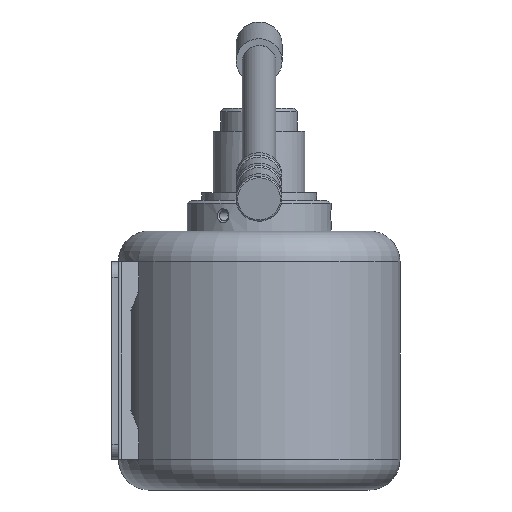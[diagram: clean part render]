
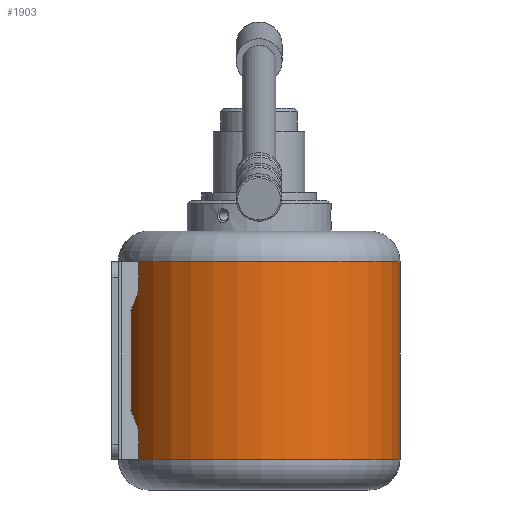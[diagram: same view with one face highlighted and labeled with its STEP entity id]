
A CAD part, left-side view. The second image highlights one B-rep face of the part: STEP entity #1903.
In plain terms, the highlighted cylindrical face has radius 92 mm (diameter 184 mm), a full revolution.
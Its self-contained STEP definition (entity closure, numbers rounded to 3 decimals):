
#672=CARTESIAN_POINT('',(47.721,78.656,149.));
#673=VERTEX_POINT('',#672);
#680=CARTESIAN_POINT('',(47.721,78.656,129.));
#681=VERTEX_POINT('',#680);
#682=CARTESIAN_POINT('',(47.721,78.656,129.));
#683=DIRECTION('',(0.0,0.0,1.0));
#684=VECTOR('',#683,20.0);
#685=LINE('',#682,#684);
#686=EDGE_CURVE('',#681,#673,#685,.T.);
#737=CARTESIAN_POINT('',(47.721,78.656,40.0));
#738=VERTEX_POINT('',#737);
#752=CARTESIAN_POINT('',(47.721,78.656,20.));
#753=VERTEX_POINT('',#752);
#754=CARTESIAN_POINT('',(47.721,78.656,20.));
#755=DIRECTION('',(0.0,0.0,1.0));
#756=VECTOR('',#755,20.);
#757=LINE('',#754,#756);
#758=EDGE_CURVE('',#753,#738,#757,.T.);
#841=CARTESIAN_POINT('',(44.257,80.656,20.));
#842=VERTEX_POINT('',#841);
#1004=CARTESIAN_POINT('',(-47.721,78.656,149.));
#1005=VERTEX_POINT('',#1004);
#1012=CARTESIAN_POINT('',(-44.257,80.656,149.));
#1013=VERTEX_POINT('',#1012);
#1247=CARTESIAN_POINT('',(-44.257,80.656,20.));
#1248=VERTEX_POINT('',#1247);
#1255=CARTESIAN_POINT('',(-47.721,78.656,20.));
#1256=VERTEX_POINT('',#1255);
#1357=CARTESIAN_POINT('',(44.257,80.656,149.));
#1358=VERTEX_POINT('',#1357);
#1454=CARTESIAN_POINT('',(44.257,80.656,40.0));
#1455=VERTEX_POINT('',#1454);
#1471=CARTESIAN_POINT('',(0.0,0.0,40.0));
#1472=DIRECTION('',(0.0,0.0,-1.0));
#1473=DIRECTION('',(1.0,0.0,0.0));
#1474=AXIS2_PLACEMENT_3D('',#1471,#1472,#1473);
#1475=CIRCLE('',#1474,92.);
#1476=EDGE_CURVE('',#1455,#738,#1475,.T.);
#1496=CARTESIAN_POINT('',(-44.257,80.656,40.));
#1497=VERTEX_POINT('',#1496);
#1520=CARTESIAN_POINT('',(-47.721,78.656,40.));
#1521=VERTEX_POINT('',#1520);
#1535=CARTESIAN_POINT('',(0.0,0.0,40.0));
#1536=DIRECTION('',(0.0,0.0,-1.0));
#1537=DIRECTION('',(1.0,0.0,0.0));
#1538=AXIS2_PLACEMENT_3D('',#1535,#1536,#1537);
#1539=CIRCLE('',#1538,92.);
#1540=EDGE_CURVE('',#1521,#1497,#1539,.T.);
#1677=CARTESIAN_POINT('',(44.257,80.656,129.));
#1678=VERTEX_POINT('',#1677);
#1694=CARTESIAN_POINT('',(0.0,0.0,129.));
#1695=DIRECTION('',(0.0,0.0,-1.0));
#1696=DIRECTION('',(1.0,0.0,0.0));
#1697=AXIS2_PLACEMENT_3D('',#1694,#1695,#1696);
#1698=CIRCLE('',#1697,92.);
#1699=EDGE_CURVE('',#1678,#681,#1698,.T.);
#1709=CARTESIAN_POINT('',(-44.257,80.656,129.));
#1710=VERTEX_POINT('',#1709);
#1726=CARTESIAN_POINT('',(-47.721,78.656,129.0));
#1727=VERTEX_POINT('',#1726);
#1728=CARTESIAN_POINT('',(0.0,0.0,129.));
#1729=DIRECTION('',(0.0,0.0,-1.0));
#1730=DIRECTION('',(1.0,0.0,0.0));
#1731=AXIS2_PLACEMENT_3D('',#1728,#1729,#1730);
#1732=CIRCLE('',#1731,92.);
#1733=EDGE_CURVE('',#1727,#1710,#1732,.T.);
#1824=CARTESIAN_POINT('',(0.0,0.0,0.0));
#1825=DIRECTION('',(0.0,0.0,1.0));
#1826=DIRECTION('',(-1.0,0.0,0.0));
#1827=AXIS2_PLACEMENT_3D('',#1824,#1825,#1826);
#1828=CYLINDRICAL_SURFACE('',#1827,92.);
#1829=CARTESIAN_POINT('',(-44.257,80.656,129.));
#1830=DIRECTION('',(0.0,0.0,1.0));
#1831=VECTOR('',#1830,20.0);
#1832=LINE('',#1829,#1831);
#1833=EDGE_CURVE('',#1710,#1013,#1832,.T.);
#1834=ORIENTED_EDGE('',*,*,#1833,.T.);
#1835=CARTESIAN_POINT('',(0.0,0.0,149.));
#1836=DIRECTION('',(0.0,0.0,1.0));
#1837=DIRECTION('',(-1.0,0.0,0.0));
#1838=AXIS2_PLACEMENT_3D('',#1835,#1836,#1837);
#1839=CIRCLE('',#1838,92.);
#1840=EDGE_CURVE('',#1358,#1013,#1839,.T.);
#1841=ORIENTED_EDGE('',*,*,#1840,.F.);
#1842=CARTESIAN_POINT('',(44.257,80.656,149.));
#1843=DIRECTION('',(0.0,0.0,-1.0));
#1844=VECTOR('',#1843,20.0);
#1845=LINE('',#1842,#1844);
#1846=EDGE_CURVE('',#1358,#1678,#1845,.T.);
#1847=ORIENTED_EDGE('',*,*,#1846,.T.);
#1848=ORIENTED_EDGE('',*,*,#1699,.T.);
#1849=ORIENTED_EDGE('',*,*,#686,.T.);
#1850=CARTESIAN_POINT('',(0.0,0.0,149.));
#1851=DIRECTION('',(0.0,0.0,1.0));
#1852=DIRECTION('',(-1.0,0.0,0.0));
#1853=AXIS2_PLACEMENT_3D('',#1850,#1851,#1852);
#1854=CIRCLE('',#1853,92.);
#1855=EDGE_CURVE('',#1005,#673,#1854,.T.);
#1856=ORIENTED_EDGE('',*,*,#1855,.F.);
#1857=CARTESIAN_POINT('',(-47.721,78.656,149.));
#1858=DIRECTION('',(0.0,0.0,-1.0));
#1859=VECTOR('',#1858,20.);
#1860=LINE('',#1857,#1859);
#1861=EDGE_CURVE('',#1005,#1727,#1860,.T.);
#1862=ORIENTED_EDGE('',*,*,#1861,.T.);
#1863=ORIENTED_EDGE('',*,*,#1733,.T.);
#1864=EDGE_LOOP('',(#1834,#1841,#1847,#1848,#1849,#1856,#1862,#1863));
#1865=FACE_OUTER_BOUND('',#1864,.T.);
#1866=ORIENTED_EDGE('',*,*,#1540,.F.);
#1867=CARTESIAN_POINT('',(-47.721,78.656,40.));
#1868=DIRECTION('',(0.0,0.0,-1.0));
#1869=VECTOR('',#1868,20.);
#1870=LINE('',#1867,#1869);
#1871=EDGE_CURVE('',#1521,#1256,#1870,.T.);
#1872=ORIENTED_EDGE('',*,*,#1871,.T.);
#1873=CARTESIAN_POINT('',(0.0,0.0,20.0));
#1874=DIRECTION('',(0.0,0.0,-1.0));
#1875=DIRECTION('',(-1.0,0.0,0.0));
#1876=AXIS2_PLACEMENT_3D('',#1873,#1874,#1875);
#1877=CIRCLE('',#1876,92.);
#1878=EDGE_CURVE('',#753,#1256,#1877,.T.);
#1879=ORIENTED_EDGE('',*,*,#1878,.F.);
#1880=ORIENTED_EDGE('',*,*,#758,.T.);
#1881=ORIENTED_EDGE('',*,*,#1476,.F.);
#1882=CARTESIAN_POINT('',(44.257,80.656,40.0));
#1883=DIRECTION('',(0.0,0.0,-1.0));
#1884=VECTOR('',#1883,20.);
#1885=LINE('',#1882,#1884);
#1886=EDGE_CURVE('',#1455,#842,#1885,.T.);
#1887=ORIENTED_EDGE('',*,*,#1886,.T.);
#1888=CARTESIAN_POINT('',(0.0,0.0,20.0));
#1889=DIRECTION('',(0.0,0.0,-1.0));
#1890=DIRECTION('',(-1.0,0.0,0.0));
#1891=AXIS2_PLACEMENT_3D('',#1888,#1889,#1890);
#1892=CIRCLE('',#1891,92.);
#1893=EDGE_CURVE('',#1248,#842,#1892,.T.);
#1894=ORIENTED_EDGE('',*,*,#1893,.F.);
#1895=CARTESIAN_POINT('',(-44.257,80.656,20.));
#1896=DIRECTION('',(0.0,0.0,1.0));
#1897=VECTOR('',#1896,20.);
#1898=LINE('',#1895,#1897);
#1899=EDGE_CURVE('',#1248,#1497,#1898,.T.);
#1900=ORIENTED_EDGE('',*,*,#1899,.T.);
#1901=EDGE_LOOP('',(#1866,#1872,#1879,#1880,#1881,#1887,#1894,#1900));
#1902=FACE_BOUND('',#1901,.T.);
#1903=ADVANCED_FACE('',(#1865,#1902),#1828,.T.);
